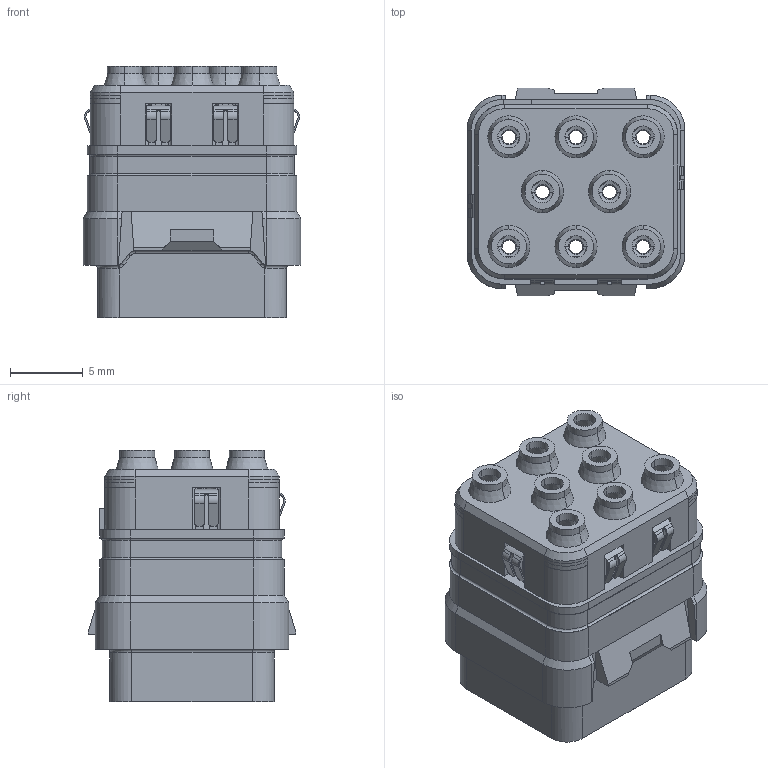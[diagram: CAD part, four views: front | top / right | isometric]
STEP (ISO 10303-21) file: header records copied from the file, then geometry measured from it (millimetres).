
FILE_DESCRIPTION((''),'2;1');
FILE_NAME('SIMMG0816PN','2020-01-14T',('presta_be4'),(''),'CREO PARAMETRIC BY PTC INC, 2018360','CREO PARAMETRIC BY PTC INC, 2018360','');
FILE_SCHEMA(('CONFIG_CONTROL_DESIGN'));
Products named in the file (1): SIMMG0816PN
Bounding box: 15 x 14.3 x 17.3 mm (x, y, z)
Volume: 1641.3 mm3; surface area: 3487.7 mm2
Topology: 1 solids, 1 shells, 2997 faces, 7894 edges, 4901 vertices
Faces by surface type: plane 1377, cylinder 1027, cone 265, torus 196, bspline 124, extrusion 8
Entity records: 97096 total; most frequent: CARTESIAN_POINT 22332, DIRECTION 15874, ORIENTED_EDGE 15788, EDGE_CURVE 7894, AXIS2_PLACEMENT_3D 5715, VERTEX_POINT 4901, VECTOR 4444, LINE 4436
